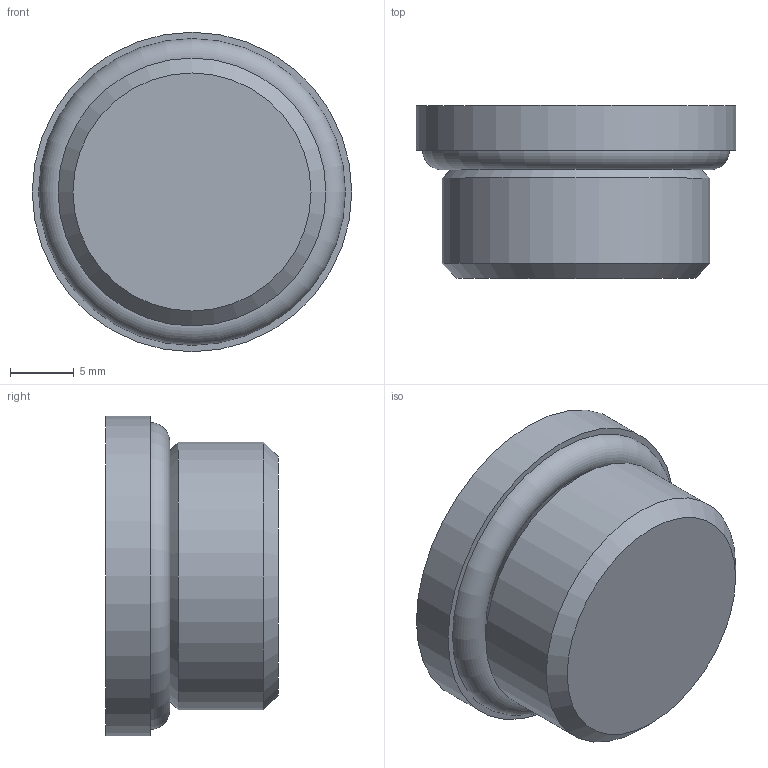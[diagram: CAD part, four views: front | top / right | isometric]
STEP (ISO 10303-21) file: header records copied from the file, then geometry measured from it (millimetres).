
FILE_DESCRIPTION(/* description */ ('STEP AP203'),/* implementation_level */ '2;1');
FILE_NAME(/* name */ 'GSC1_2-P01',/* time_stamp */ '2024-05-13T08:33:37+02:00',/* author */ ('License CC BY-ND 4.0'),/* organization */ ('CADENAS'),/* preprocessor_version */ 'ST-DEVELOPER v19.3',/* originating_system */ 'PARTsolutions',/* authorisation */ ' ');
FILE_SCHEMA (('CONFIG_CONTROL_DESIGN'));
Length unit declared in the file: millimetre
Products named in the file (1): GSC1/2-P01
Bounding box: 25 x 13.5 x 25 mm (x, y, z)
Volume: 4329.3 mm3; surface area: 2429.1 mm2
Topology: 1 solids, 1 shells, 18 faces, 37 edges, 24 vertices
Faces by surface type: plane 11, cylinder 3, cone 3, torus 1
Full cylindrical faces by diameter (mm): 18 x1, 20.955 x1, 25 x1
Entity records: 470 total; most frequent: CARTESIAN_POINT 99, DIRECTION 70, ORIENTED_EDGE 56, AXIS2_PLACEMENT_3D 29, EDGE_CURVE 28, EDGE_LOOP 28, FACE_BOUND 28, VERTEX_POINT 22
